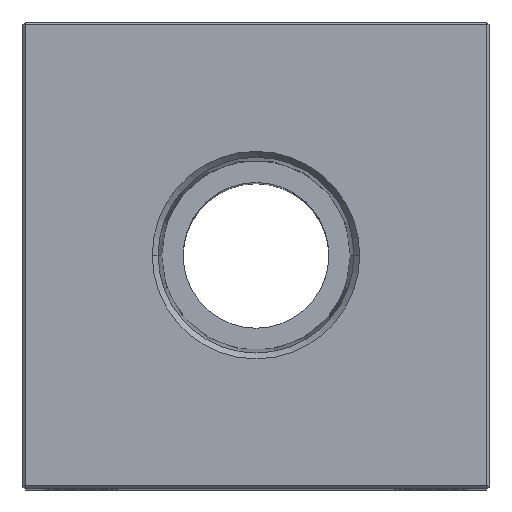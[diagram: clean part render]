
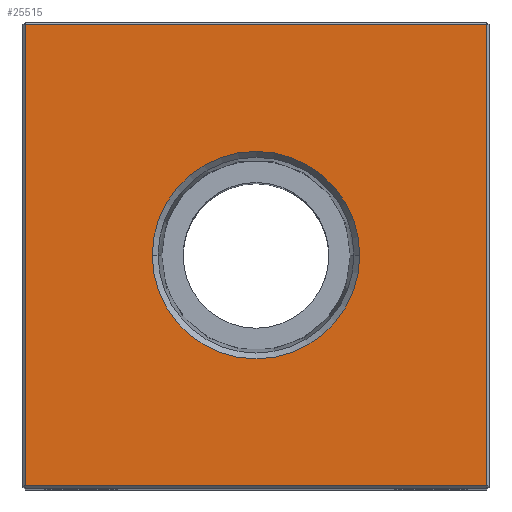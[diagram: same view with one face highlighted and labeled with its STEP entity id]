
A CAD part, top view. The second image highlights one B-rep face of the part: STEP entity #25515.
In plain terms, the highlighted planar face has unit normal (0, 0, 1).
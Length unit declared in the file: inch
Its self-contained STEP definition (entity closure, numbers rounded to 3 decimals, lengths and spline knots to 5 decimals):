
#768 = EDGE_CURVE ( 'NONE', #15364, #13214, #11722, .T. ) ;
#1140 = ORIENTED_EDGE ( 'NONE', *, *, #9927, .F. ) ;
#1610 = ORIENTED_EDGE ( 'NONE', *, *, #768, .T. ) ;
#1792 = EDGE_CURVE ( 'NONE', #30110, #11423, #18246, .T. ) ;
#1903 = ORIENTED_EDGE ( 'NONE', *, *, #27110, .F. ) ;
#3548 = PLANE ( 'NONE',  #28929 ) ;
#3754 = FACE_BOUND ( 'NONE', #18573, .T. ) ;
#3975 = CARTESIAN_POINT ( 'NONE',  ( 0.44487, 0., 4.25 ) ) ;
#4232 = CARTESIAN_POINT ( 'NONE',  ( 0.99, 0., 4.25 ) ) ;
#4829 = AXIS2_PLACEMENT_3D ( 'NONE', #27099, #12164, #29599 ) ;
#6630 = VERTEX_POINT ( 'NONE', #27245 ) ;
#6676 = DIRECTION ( 'NONE',  ( 0., 0., -1. ) ) ;
#9037 = DIRECTION ( 'NONE',  ( 0., 0., 1. ) ) ;
#9375 = DIRECTION ( 'NONE',  ( 1., 0., 0. ) ) ;
#9683 = VERTEX_POINT ( 'NONE', #3975 ) ;
#9927 = EDGE_CURVE ( 'NONE', #6630, #9683, #11192, .T. ) ;
#10436 = FACE_OUTER_BOUND ( 'NONE', #27552, .T. ) ;
#11192 = CIRCLE ( 'NONE', #4829, 0.44487 ) ;
#11423 = VERTEX_POINT ( 'NONE', #32347 ) ;
#11722 = LINE ( 'NONE', #12695, #25014 ) ;
#12164 = DIRECTION ( 'NONE',  ( 0., 0., 1. ) ) ;
#12280 = AXIS2_PLACEMENT_3D ( 'NONE', #24017, #9037, #26531 ) ;
#12695 = CARTESIAN_POINT ( 'NONE',  ( 0., 0.99, 4.25 ) ) ;
#13214 = VERTEX_POINT ( 'NONE', #27095 ) ;
#13561 = CARTESIAN_POINT ( 'NONE',  ( 0., -0.99, 4.25 ) ) ;
#15364 = VERTEX_POINT ( 'NONE', #30678 ) ;
#15605 = ORIENTED_EDGE ( 'NONE', *, *, #20859, .T. ) ;
#16071 = VECTOR ( 'NONE', #21715, 39.37008 ) ;
#17064 = LINE ( 'NONE', #17101, #23756 ) ;
#17101 = CARTESIAN_POINT ( 'NONE',  ( -0.99, 0., 4.25 ) ) ;
#18246 = LINE ( 'NONE', #13561, #24930 ) ;
#18573 = EDGE_LOOP ( 'NONE', ( #1903, #1140 ) ) ;
#20859 = EDGE_CURVE ( 'NONE', #11423, #15364, #29349, .T. ) ;
#21654 = CARTESIAN_POINT ( 'NONE',  ( 0., 0., 4.25 ) ) ;
#21715 = DIRECTION ( 'NONE',  ( 0., 1., 0. ) ) ;
#22524 = DIRECTION ( 'NONE',  ( -1., 0., 0. ) ) ;
#23756 = VECTOR ( 'NONE', #32044, 39.37008 ) ;
#23952 = ORIENTED_EDGE ( 'NONE', *, *, #1792, .T. ) ;
#24017 = CARTESIAN_POINT ( 'NONE',  ( 0., 0., 4.25 ) ) ;
#24189 = DIRECTION ( 'NONE',  ( -1., 0., 0. ) ) ;
#24930 = VECTOR ( 'NONE', #9375, 39.37008 ) ;
#25014 = VECTOR ( 'NONE', #22524, 39.37008 ) ;
#25279 = EDGE_CURVE ( 'NONE', #13214, #30110, #17064, .T. ) ;
#25515 = ADVANCED_FACE ( 'NONE', ( #10436, #3754 ), #3548, .F. ) ;
#26531 = DIRECTION ( 'NONE',  ( 1., 0., 0. ) ) ;
#27095 = CARTESIAN_POINT ( 'NONE',  ( -0.99, 0.99, 4.25 ) ) ;
#27099 = CARTESIAN_POINT ( 'NONE',  ( 0., 0., 4.25 ) ) ;
#27110 = EDGE_CURVE ( 'NONE', #9683, #6630, #27520, .T. ) ;
#27245 = CARTESIAN_POINT ( 'NONE',  ( -0.44487, 0., 4.25 ) ) ;
#27520 = CIRCLE ( 'NONE', #12280, 0.44487 ) ;
#27552 = EDGE_LOOP ( 'NONE', ( #29301, #23952, #15605, #1610 ) ) ;
#28929 = AXIS2_PLACEMENT_3D ( 'NONE', #21654, #6676, #24189 ) ;
#29301 = ORIENTED_EDGE ( 'NONE', *, *, #25279, .T. ) ;
#29349 = LINE ( 'NONE', #4232, #16071 ) ;
#29599 = DIRECTION ( 'NONE',  ( 1., 0., 0. ) ) ;
#30110 = VERTEX_POINT ( 'NONE', #32294 ) ;
#30678 = CARTESIAN_POINT ( 'NONE',  ( 0.99, 0.99, 4.25 ) ) ;
#32044 = DIRECTION ( 'NONE',  ( 0., -1., 0. ) ) ;
#32294 = CARTESIAN_POINT ( 'NONE',  ( -0.99, -0.99, 4.25 ) ) ;
#32347 = CARTESIAN_POINT ( 'NONE',  ( 0.99, -0.99, 4.25 ) ) ;
